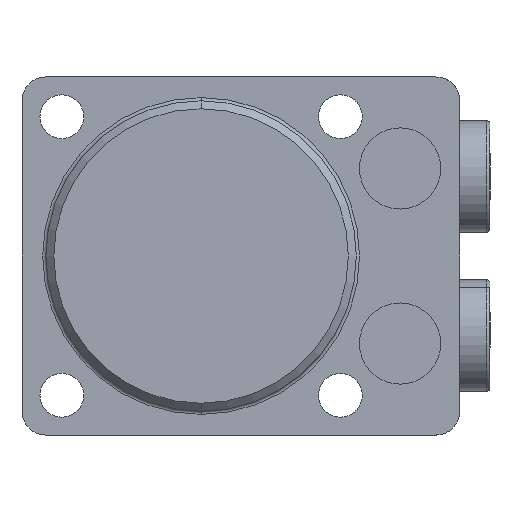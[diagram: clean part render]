
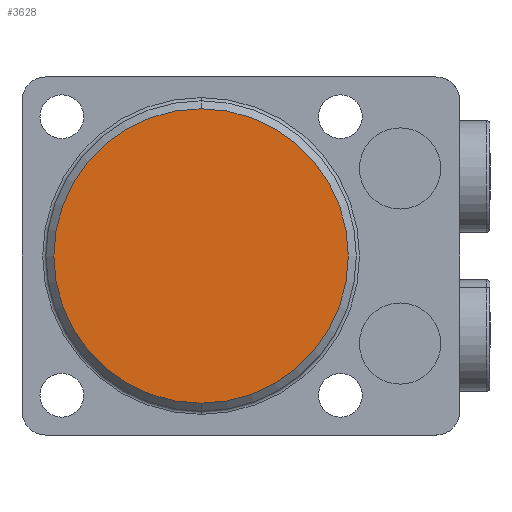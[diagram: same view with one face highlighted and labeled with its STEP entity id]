
A CAD part, front view. The second image highlights one B-rep face of the part: STEP entity #3628.
In plain terms, the highlighted planar face has unit normal (0, -1, 0).
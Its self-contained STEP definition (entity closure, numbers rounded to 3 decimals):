
#710 = CIRCLE ( 'NONE', #4036, 18.5 ) ;
#953 = FACE_OUTER_BOUND ( 'NONE', #1877, .T. ) ;
#1529 = ORIENTED_EDGE ( 'NONE', *, *, #4174, .T. ) ;
#1530 = ORIENTED_EDGE ( 'NONE', *, *, #4499, .T. ) ;
#1877 = EDGE_LOOP ( 'NONE', ( #1529, #1530 ) ) ;
#2343 = DIRECTION ( 'NONE',  ( 0., 0., 1. ) ) ;
#2344 = DIRECTION ( 'NONE',  ( 0., -1., 0. ) ) ;
#2345 = CARTESIAN_POINT ( 'NONE',  ( 0., 0., 0. ) ) ;
#2947 = VERTEX_POINT ( 'NONE', #3513 ) ;
#2992 = VERTEX_POINT ( 'NONE', #3468 ) ;
#3258 = DIRECTION ( 'NONE',  ( 0., 0., 1. ) ) ;
#3259 = DIRECTION ( 'NONE',  ( 0., 1., 0. ) ) ;
#3262 = PLANE ( 'NONE',  #4179 ) ;
#3274 = CARTESIAN_POINT ( 'NONE',  ( -22.5, 0., 22.5 ) ) ;
#3468 = CARTESIAN_POINT ( 'NONE',  ( 0., 0., -18.5 ) ) ;
#3513 = CARTESIAN_POINT ( 'NONE',  ( 0., 0., 18.5 ) ) ;
#3628 = ADVANCED_FACE ( 'NONE', ( #953 ), #3262, .F. ) ;
#3913 = AXIS2_PLACEMENT_3D ( 'NONE', #2345, #2344, #2343 ) ;
#4036 = AXIS2_PLACEMENT_3D ( 'NONE', #4965, #4964, #4963 ) ;
#4174 = EDGE_CURVE ( 'NONE', #2947, #2992, #710, .T. ) ;
#4179 = AXIS2_PLACEMENT_3D ( 'NONE', #3274, #3259, #3258 ) ;
#4499 = EDGE_CURVE ( 'NONE', #2992, #2947, #4809, .T. ) ;
#4809 = CIRCLE ( 'NONE', #3913, 18.5 ) ;
#4963 = DIRECTION ( 'NONE',  ( 0., 0., 1. ) ) ;
#4964 = DIRECTION ( 'NONE',  ( 0., -1., 0. ) ) ;
#4965 = CARTESIAN_POINT ( 'NONE',  ( 0., 0., 0. ) ) ;
